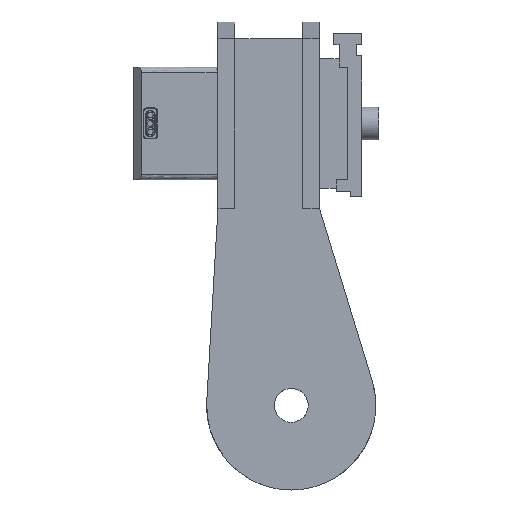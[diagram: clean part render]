
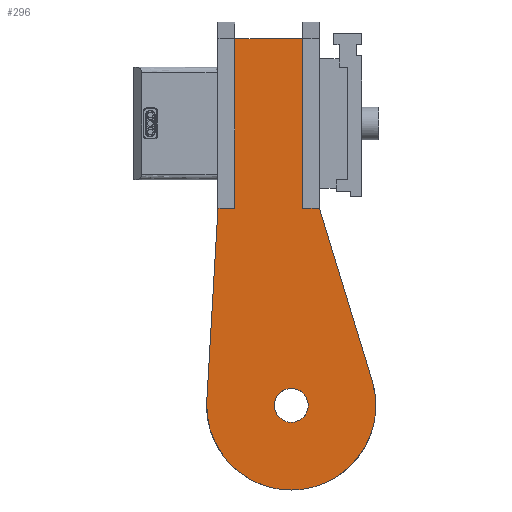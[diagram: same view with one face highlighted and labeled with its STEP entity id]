
A CAD part, left-side view. The second image highlights one B-rep face of the part: STEP entity #296.
In plain terms, the highlighted planar face has unit normal (-1, 0, 0).
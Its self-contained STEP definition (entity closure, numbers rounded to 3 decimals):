
#80=FACE_BOUND('',#889,.T.);
#296=ADVANCED_FACE('',(#580,#80),#4568,.T.);
#580=FACE_OUTER_BOUND('',#888,.T.);
#888=EDGE_LOOP('',(#2010,#2011,#2012,#2013,#2014,#2015,#2016,#2017,#2018,
#2019,#2020,#2021,#2022,#2023,#2024,#2025,#2026));
#889=EDGE_LOOP('',(#2027,#2028));
#2010=ORIENTED_EDGE('',*,*,#3011,.T.);
#2011=ORIENTED_EDGE('',*,*,#2981,.F.);
#2012=ORIENTED_EDGE('',*,*,#3014,.T.);
#2013=ORIENTED_EDGE('',*,*,#2984,.T.);
#2014=ORIENTED_EDGE('',*,*,#2985,.T.);
#2015=ORIENTED_EDGE('',*,*,#2986,.T.);
#2016=ORIENTED_EDGE('',*,*,#2987,.T.);
#2017=ORIENTED_EDGE('',*,*,#2988,.T.);
#2018=ORIENTED_EDGE('',*,*,#2989,.T.);
#2019=ORIENTED_EDGE('',*,*,#2990,.T.);
#2020=ORIENTED_EDGE('',*,*,#2991,.T.);
#2021=ORIENTED_EDGE('',*,*,#2992,.T.);
#2022=ORIENTED_EDGE('',*,*,#2993,.T.);
#2023=ORIENTED_EDGE('',*,*,#2994,.T.);
#2024=ORIENTED_EDGE('',*,*,#2995,.T.);
#2025=ORIENTED_EDGE('',*,*,#2996,.T.);
#2026=ORIENTED_EDGE('',*,*,#3030,.T.);
#2027=ORIENTED_EDGE('',*,*,#2980,.F.);
#2028=ORIENTED_EDGE('',*,*,#3032,.T.);
#2980=EDGE_CURVE('',#4292,#4289,#3929,.T.);
#2981=EDGE_CURVE('',#4293,#4294,#3930,.T.);
#2984=EDGE_CURVE('',#4298,#4299,#3503,.T.);
#2985=EDGE_CURVE('',#4299,#4300,#3504,.T.);
#2986=EDGE_CURVE('',#4300,#4301,#3505,.T.);
#2987=EDGE_CURVE('',#4301,#4302,#3506,.T.);
#2988=EDGE_CURVE('',#4302,#4303,#3507,.T.);
#2989=EDGE_CURVE('',#4303,#4304,#3508,.T.);
#2990=EDGE_CURVE('',#4304,#4305,#3509,.T.);
#2991=EDGE_CURVE('',#4305,#4306,#3510,.T.);
#2992=EDGE_CURVE('',#4306,#4307,#3511,.T.);
#2993=EDGE_CURVE('',#4307,#4308,#3512,.T.);
#2994=EDGE_CURVE('',#4308,#4309,#3513,.T.);
#2995=EDGE_CURVE('',#4309,#4310,#3514,.T.);
#2996=EDGE_CURVE('',#4310,#4311,#3515,.T.);
#3011=EDGE_CURVE('',#4297,#4294,#3934,.T.);
#3014=EDGE_CURVE('',#4293,#4298,#3529,.T.);
#3030=EDGE_CURVE('',#4311,#4297,#3545,.T.);
#3032=EDGE_CURVE('',#4292,#4289,#3937,.T.);
#3503=B_SPLINE_CURVE_WITH_KNOTS('',1,(#9028,#9029),.UNSPECIFIED.,.F.,.F.,
(2,2),(0.,3.),.UNSPECIFIED.);
#3504=B_SPLINE_CURVE_WITH_KNOTS('',1,(#9030,#9031),.UNSPECIFIED.,.F.,.F.,
(2,2),(0.,7.5),.UNSPECIFIED.);
#3505=B_SPLINE_CURVE_WITH_KNOTS('',1,(#9032,#9033),.UNSPECIFIED.,.F.,.F.,
(2,2),(0.,3.),.UNSPECIFIED.);
#3506=B_SPLINE_CURVE_WITH_KNOTS('',1,(#9034,#9035),.UNSPECIFIED.,.F.,.F.,
(2,2),(0.,15.),.UNSPECIFIED.);
#3507=B_SPLINE_CURVE_WITH_KNOTS('',1,(#9036,#9037),.UNSPECIFIED.,.F.,.F.,
(2,2),(0.,3.),.UNSPECIFIED.);
#3508=B_SPLINE_CURVE_WITH_KNOTS('',1,(#9038,#9039),.UNSPECIFIED.,.F.,.F.,
(2,2),(0.,7.5),.UNSPECIFIED.);
#3509=B_SPLINE_CURVE_WITH_KNOTS('',1,(#9040,#9041),.UNSPECIFIED.,.F.,.F.,
(2,2),(0.,12.),.UNSPECIFIED.);
#3510=B_SPLINE_CURVE_WITH_KNOTS('',1,(#9042,#9043),.UNSPECIFIED.,.F.,.F.,
(2,2),(0.,7.5),.UNSPECIFIED.);
#3511=B_SPLINE_CURVE_WITH_KNOTS('',1,(#9044,#9045),.UNSPECIFIED.,.F.,.F.,
(2,2),(0.,3.),.UNSPECIFIED.);
#3512=B_SPLINE_CURVE_WITH_KNOTS('',1,(#9046,#9047),.UNSPECIFIED.,.F.,.F.,
(2,2),(0.,15.),.UNSPECIFIED.);
#3513=B_SPLINE_CURVE_WITH_KNOTS('',1,(#9048,#9049),.UNSPECIFIED.,.F.,.F.,
(2,2),(0.,3.),.UNSPECIFIED.);
#3514=B_SPLINE_CURVE_WITH_KNOTS('',1,(#9050,#9051),.UNSPECIFIED.,.F.,.F.,
(2,2),(0.,7.5),.UNSPECIFIED.);
#3515=B_SPLINE_CURVE_WITH_KNOTS('',1,(#9052,#9053),.UNSPECIFIED.,.F.,.F.,
(2,2),(0.,3.),.UNSPECIFIED.);
#3529=B_SPLINE_CURVE_WITH_KNOTS('',1,(#9097,#9098),.UNSPECIFIED.,.F.,.F.,
(2,2),(0.,32.016),.UNSPECIFIED.);
#3545=B_SPLINE_CURVE_WITH_KNOTS('',1,(#9129,#9130),.UNSPECIFIED.,.F.,.F.,
(2,2),(0.,34.191),.UNSPECIFIED.);
#3929=(
BOUNDED_CURVE()
B_SPLINE_CURVE(2,(#9014,#9015,#9016,#9017,#9018),.UNSPECIFIED.,.F.,.F.)
B_SPLINE_CURVE_WITH_KNOTS((3,2,3),(0.,4.712,9.425),
 .UNSPECIFIED.)
CURVE()
GEOMETRIC_REPRESENTATION_ITEM()
RATIONAL_B_SPLINE_CURVE((1.,0.707,1.,0.707,1.))
REPRESENTATION_ITEM('')
);
#3930=(
BOUNDED_CURVE()
B_SPLINE_CURVE(2,(#9019,#9020,#9021,#9022,#9023),.UNSPECIFIED.,.F.,.F.)
B_SPLINE_CURVE_WITH_KNOTS((3,2,3),(-28.006,-23.363,0.),
 .UNSPECIFIED.)
CURVE()
GEOMETRIC_REPRESENTATION_ITEM()
RATIONAL_B_SPLINE_CURVE((1.,0.989,1.,0.707,1.))
REPRESENTATION_ITEM('')
);
#3934=(
BOUNDED_CURVE()
B_SPLINE_CURVE(2,(#9085,#9086,#9087,#9088,#9089),.UNSPECIFIED.,.F.,.F.)
B_SPLINE_CURVE_WITH_KNOTS((3,2,3),(0.,0.948,24.429),
 .UNSPECIFIED.)
CURVE()
GEOMETRIC_REPRESENTATION_ITEM()
RATIONAL_B_SPLINE_CURVE((1.,1.,1.,0.707,1.))
REPRESENTATION_ITEM('')
);
#3937=(
BOUNDED_CURVE()
B_SPLINE_CURVE(2,(#9133,#9134,#9135,#9136,#9137),.UNSPECIFIED.,.F.,.F.)
B_SPLINE_CURVE_WITH_KNOTS((3,2,3),(-9.425,-4.712,
0.),.UNSPECIFIED.)
CURVE()
GEOMETRIC_REPRESENTATION_ITEM()
RATIONAL_B_SPLINE_CURVE((1.,0.707,1.,0.707,1.))
REPRESENTATION_ITEM('')
);
#4289=VERTEX_POINT('',#8967);
#4292=VERTEX_POINT('',#8970);
#4293=VERTEX_POINT('',#8971);
#4294=VERTEX_POINT('',#8972);
#4297=VERTEX_POINT('',#8975);
#4298=VERTEX_POINT('',#8976);
#4299=VERTEX_POINT('',#8977);
#4300=VERTEX_POINT('',#8978);
#4301=VERTEX_POINT('',#8979);
#4302=VERTEX_POINT('',#8980);
#4303=VERTEX_POINT('',#8981);
#4304=VERTEX_POINT('',#8982);
#4305=VERTEX_POINT('',#8983);
#4306=VERTEX_POINT('',#8984);
#4307=VERTEX_POINT('',#8985);
#4308=VERTEX_POINT('',#8986);
#4309=VERTEX_POINT('',#8987);
#4310=VERTEX_POINT('',#8988);
#4311=VERTEX_POINT('',#8989);
#4568=PLANE('',#5389);
#5389=AXIS2_PLACEMENT_3D('',#8914,#5614,$);
#5614=DIRECTION('',(-1.,0.,0.));
#8914=CARTESIAN_POINT('',(-24.5,20.54,-73.001));
#8967=CARTESIAN_POINT('',(-24.5,2.,-47.));
#8970=CARTESIAN_POINT('',(-24.5,2.,-53.));
#8971=CARTESIAN_POINT('',(-24.5,-12.347,-45.621));
#8972=CARTESIAN_POINT('',(-24.5,2.,-65.));
#8975=CARTESIAN_POINT('',(-24.5,16.975,-49.134));
#8976=CARTESIAN_POINT('',(-24.5,-3.,-15.));
#8977=CARTESIAN_POINT('',(-24.5,0.,-15.));
#8978=CARTESIAN_POINT('',(-24.5,0.,-7.5));
#8979=CARTESIAN_POINT('',(-24.5,-3.,-7.5));
#8980=CARTESIAN_POINT('',(-24.5,-3.,7.5));
#8981=CARTESIAN_POINT('',(-24.5,0.,7.5));
#8982=CARTESIAN_POINT('',(-24.5,0.,15.));
#8983=CARTESIAN_POINT('',(-24.5,12.,15.));
#8984=CARTESIAN_POINT('',(-24.5,12.,7.5));
#8985=CARTESIAN_POINT('',(-24.5,15.,7.5));
#8986=CARTESIAN_POINT('',(-24.5,15.,-7.5));
#8987=CARTESIAN_POINT('',(-24.5,12.,-7.5));
#8988=CARTESIAN_POINT('',(-24.5,12.,-15.));
#8989=CARTESIAN_POINT('',(-24.5,15.,-15.));
#9014=CARTESIAN_POINT('',(-24.5,2.,-53.));
#9015=CARTESIAN_POINT('',(-24.5,-1.,-53.));
#9016=CARTESIAN_POINT('',(-24.5,-1.,-50.));
#9017=CARTESIAN_POINT('',(-24.5,-1.,-47.));
#9018=CARTESIAN_POINT('',(-24.5,2.,-47.));
#9019=CARTESIAN_POINT('',(-24.5,-12.347,-45.621));
#9020=CARTESIAN_POINT('',(-24.5,-13.,-47.762));
#9021=CARTESIAN_POINT('',(-24.5,-13.,-50.));
#9022=CARTESIAN_POINT('',(-24.5,-13.,-65.));
#9023=CARTESIAN_POINT('',(-24.5,2.,-65.));
#9028=CARTESIAN_POINT('',(-24.5,-3.,-15.));
#9029=CARTESIAN_POINT('',(-24.5,0.,-15.));
#9030=CARTESIAN_POINT('',(-24.5,0.,-15.));
#9031=CARTESIAN_POINT('',(-24.5,0.,-7.5));
#9032=CARTESIAN_POINT('',(-24.5,0.,-7.5));
#9033=CARTESIAN_POINT('',(-24.5,-3.,-7.5));
#9034=CARTESIAN_POINT('',(-24.5,-3.,-7.5));
#9035=CARTESIAN_POINT('',(-24.5,-3.,7.5));
#9036=CARTESIAN_POINT('',(-24.5,-3.,7.5));
#9037=CARTESIAN_POINT('',(-24.5,0.,7.5));
#9038=CARTESIAN_POINT('',(-24.5,0.,7.5));
#9039=CARTESIAN_POINT('',(-24.5,0.,15.));
#9040=CARTESIAN_POINT('',(-24.5,0.,15.));
#9041=CARTESIAN_POINT('',(-24.5,12.,15.));
#9042=CARTESIAN_POINT('',(-24.5,12.,15.));
#9043=CARTESIAN_POINT('',(-24.5,12.,7.5));
#9044=CARTESIAN_POINT('',(-24.5,12.,7.5));
#9045=CARTESIAN_POINT('',(-24.5,15.,7.5));
#9046=CARTESIAN_POINT('',(-24.5,15.,7.5));
#9047=CARTESIAN_POINT('',(-24.5,15.,-7.5));
#9048=CARTESIAN_POINT('',(-24.5,15.,-7.5));
#9049=CARTESIAN_POINT('',(-24.5,12.,-7.5));
#9050=CARTESIAN_POINT('',(-24.5,12.,-7.5));
#9051=CARTESIAN_POINT('',(-24.5,12.,-15.));
#9052=CARTESIAN_POINT('',(-24.5,12.,-15.));
#9053=CARTESIAN_POINT('',(-24.5,15.,-15.));
#9085=CARTESIAN_POINT('',(-24.5,16.975,-49.134));
#9086=CARTESIAN_POINT('',(-24.5,17.,-49.566));
#9087=CARTESIAN_POINT('',(-24.5,17.,-50.));
#9088=CARTESIAN_POINT('',(-24.5,17.,-65.));
#9089=CARTESIAN_POINT('',(-24.5,2.,-65.));
#9097=CARTESIAN_POINT('',(-24.5,-12.347,-45.621));
#9098=CARTESIAN_POINT('',(-24.5,-3.,-15.));
#9129=CARTESIAN_POINT('',(-24.5,15.,-15.));
#9130=CARTESIAN_POINT('',(-24.5,16.975,-49.134));
#9133=CARTESIAN_POINT('',(-24.5,2.,-53.));
#9134=CARTESIAN_POINT('',(-24.5,5.,-53.));
#9135=CARTESIAN_POINT('',(-24.5,5.,-50.));
#9136=CARTESIAN_POINT('',(-24.5,5.,-47.));
#9137=CARTESIAN_POINT('',(-24.5,2.,-47.));
